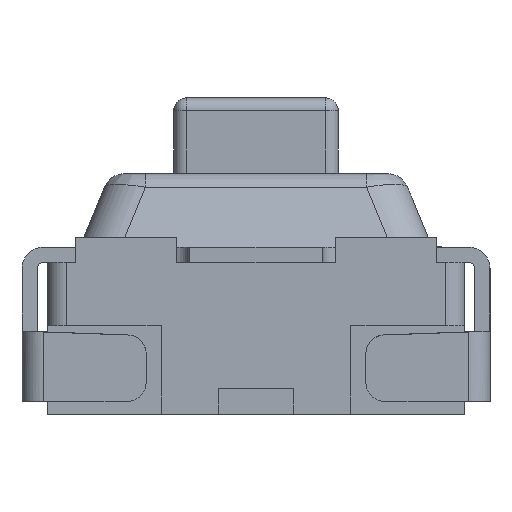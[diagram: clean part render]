
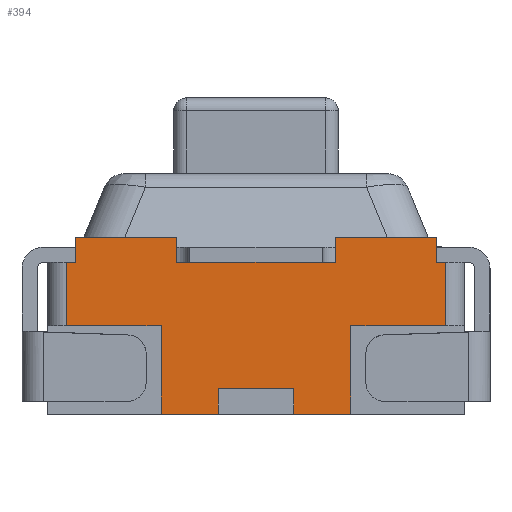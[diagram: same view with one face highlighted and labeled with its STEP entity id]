
A CAD part, left-side view. The second image highlights one B-rep face of the part: STEP entity #394.
In plain terms, the highlighted planar face has unit normal (-1, 0, 0).
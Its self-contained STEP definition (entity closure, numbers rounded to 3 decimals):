
#394 = ADVANCED_FACE( '', ( #1131 ), #1132, .F. );
#1131 = FACE_OUTER_BOUND( '', #2812, .T. );
#1132 = PLANE( '', #2813 );
#2812 = EDGE_LOOP( '', ( #5479, #5480, #5481, #5482, #5483, #5484, #5485, #5486, #5487, #5488, #5489, #5490, #5491, #5492, #5493, #5494, #5495, #5496, #5497, #5498 ) );
#2813 = AXIS2_PLACEMENT_3D( '', #5499, #5500, #5501 );
#5479 = ORIENTED_EDGE( '', *, *, #9440, .F. );
#5480 = ORIENTED_EDGE( '', *, *, #9582, .T. );
#5481 = ORIENTED_EDGE( '', *, *, #9583, .T. );
#5482 = ORIENTED_EDGE( '', *, *, #9579, .T. );
#5483 = ORIENTED_EDGE( '', *, *, #9435, .F. );
#5484 = ORIENTED_EDGE( '', *, *, #9584, .T. );
#5485 = ORIENTED_EDGE( '', *, *, #9585, .T. );
#5486 = ORIENTED_EDGE( '', *, *, #9586, .T. );
#5487 = ORIENTED_EDGE( '', *, *, #9430, .F. );
#5488 = ORIENTED_EDGE( '', *, *, #9337, .F. );
#5489 = ORIENTED_EDGE( '', *, *, #9587, .F. );
#5490 = ORIENTED_EDGE( '', *, *, #9588, .F. );
#5491 = ORIENTED_EDGE( '', *, *, #9589, .F. );
#5492 = ORIENTED_EDGE( '', *, *, #9590, .T. );
#5493 = ORIENTED_EDGE( '', *, *, #9577, .F. );
#5494 = ORIENTED_EDGE( '', *, *, #9507, .F. );
#5495 = ORIENTED_EDGE( '', *, *, #9591, .F. );
#5496 = ORIENTED_EDGE( '', *, *, #9592, .F. );
#5497 = ORIENTED_EDGE( '', *, *, #9593, .T. );
#5498 = ORIENTED_EDGE( '', *, *, #9594, .T. );
#5499 = CARTESIAN_POINT( '', ( 2419.182, 680.016, 0.55 ) );
#5500 = DIRECTION( '', ( 1., 0., 0. ) );
#5501 = DIRECTION( '', ( 0., 1., 0. ) );
#9337 = EDGE_CURVE( '', #11215, #11217, #11218, .T. );
#9430 = EDGE_CURVE( '', #11217, #11391, #11392, .T. );
#9435 = EDGE_CURVE( '', #11399, #11401, #11402, .T. );
#9440 = EDGE_CURVE( '', #11409, #11411, #11412, .T. );
#9507 = EDGE_CURVE( '', #11536, #11531, #11538, .T. );
#9577 = EDGE_CURVE( '', #11531, #11661, #11662, .T. );
#9579 = EDGE_CURVE( '', #11664, #11401, #11665, .T. );
#9582 = EDGE_CURVE( '', #11409, #11669, #11670, .T. );
#9583 = EDGE_CURVE( '', #11669, #11664, #11671, .T. );
#9584 = EDGE_CURVE( '', #11399, #11672, #11673, .T. );
#9585 = EDGE_CURVE( '', #11672, #11674, #11675, .T. );
#9586 = EDGE_CURVE( '', #11674, #11391, #11676, .T. );
#9587 = EDGE_CURVE( '', #11677, #11215, #11678, .T. );
#9588 = EDGE_CURVE( '', #11679, #11677, #11680, .T. );
#9589 = EDGE_CURVE( '', #11681, #11679, #11682, .T. );
#9590 = EDGE_CURVE( '', #11681, #11661, #11683, .T. );
#9591 = EDGE_CURVE( '', #11684, #11536, #11685, .T. );
#9592 = EDGE_CURVE( '', #11686, #11684, #11687, .T. );
#9593 = EDGE_CURVE( '', #11686, #11688, #11689, .T. );
#9594 = EDGE_CURVE( '', #11688, #11411, #11690, .T. );
#11215 = VERTEX_POINT( '', #14567 );
#11217 = VERTEX_POINT( '', #14569 );
#11218 = LINE( '', #14570, #14571 );
#11391 = VERTEX_POINT( '', #14904 );
#11392 = LINE( '', #14905, #14906 );
#11399 = VERTEX_POINT( '', #14915 );
#11401 = VERTEX_POINT( '', #14918 );
#11402 = LINE( '', #14919, #14920 );
#11409 = VERTEX_POINT( '', #14929 );
#11411 = VERTEX_POINT( '', #14932 );
#11412 = LINE( '', #14933, #14934 );
#11531 = VERTEX_POINT( '', #15147 );
#11536 = VERTEX_POINT( '', #15154 );
#11538 = LINE( '', #15157, #15158 );
#11661 = VERTEX_POINT( '', #15395 );
#11662 = LINE( '', #15396, #15397 );
#11664 = VERTEX_POINT( '', #15400 );
#11665 = LINE( '', #15401, #15402 );
#11669 = VERTEX_POINT( '', #15408 );
#11670 = LINE( '', #15409, #15410 );
#11671 = LINE( '', #15411, #15412 );
#11672 = VERTEX_POINT( '', #15413 );
#11673 = LINE( '', #15414, #15415 );
#11674 = VERTEX_POINT( '', #15416 );
#11675 = LINE( '', #15417, #15418 );
#11676 = LINE( '', #15419, #15420 );
#11677 = VERTEX_POINT( '', #15421 );
#11678 = LINE( '', #15422, #15423 );
#11679 = VERTEX_POINT( '', #15424 );
#11680 = LINE( '', #15425, #15426 );
#11681 = VERTEX_POINT( '', #15427 );
#11682 = LINE( '', #15428, #15429 );
#11683 = LINE( '', #15430, #15431 );
#11684 = VERTEX_POINT( '', #15432 );
#11685 = LINE( '', #15433, #15434 );
#11686 = VERTEX_POINT( '', #15435 );
#11687 = LINE( '', #15436, #15437 );
#11688 = VERTEX_POINT( '', #15438 );
#11689 = LINE( '', #15439, #15440 );
#11690 = LINE( '', #15441, #15442 );
#14567 = CARTESIAN_POINT( '', ( 2419.182, 681.516, 0.4 ) );
#14569 = CARTESIAN_POINT( '', ( 2419.182, 681.516, 0.9 ) );
#14570 = CARTESIAN_POINT( '', ( 2419.182, 681.516, 0.4 ) );
#14571 = VECTOR( '', #19071, 1000. );
#14904 = CARTESIAN_POINT( '', ( 2419.182, 681.441, 0.9 ) );
#14905 = CARTESIAN_POINT( '', ( 2419.182, 681.516, 0.9 ) );
#14906 = VECTOR( '', #19172, 1000. );
#14915 = CARTESIAN_POINT( '', ( 2419.182, 680.641, 0.9 ) );
#14918 = CARTESIAN_POINT( '', ( 2419.182, 679.391, 0.9 ) );
#14919 = CARTESIAN_POINT( '', ( 2419.182, 680.641, 0.9 ) );
#14920 = VECTOR( '', #19179, 1000. );
#14929 = CARTESIAN_POINT( '', ( 2419.182, 678.591, 0.9 ) );
#14932 = CARTESIAN_POINT( '', ( 2419.182, 678.516, 0.9 ) );
#14933 = CARTESIAN_POINT( '', ( 2419.182, 678.591, 0.9 ) );
#14934 = VECTOR( '', #19186, 1000. );
#15147 = CARTESIAN_POINT( '', ( 2419.182, 679.716, -0.1 ) );
#15154 = CARTESIAN_POINT( '', ( 2419.182, 679.716, -0.3 ) );
#15157 = CARTESIAN_POINT( '', ( 2419.182, 679.716, -0.3 ) );
#15158 = VECTOR( '', #19273, 1000. );
#15395 = CARTESIAN_POINT( '', ( 2419.182, 680.316, -0.1 ) );
#15396 = CARTESIAN_POINT( '', ( 2419.182, 679.716, -0.1 ) );
#15397 = VECTOR( '', #19343, 1000. );
#15400 = CARTESIAN_POINT( '', ( 2419.182, 679.391, 1.1 ) );
#15401 = CARTESIAN_POINT( '', ( 2419.182, 679.391, 1.1 ) );
#15402 = VECTOR( '', #19345, 1000. );
#15408 = CARTESIAN_POINT( '', ( 2419.182, 678.591, 1.1 ) );
#15409 = CARTESIAN_POINT( '', ( 2419.182, 678.591, 0.9 ) );
#15410 = VECTOR( '', #19348, 1000. );
#15411 = CARTESIAN_POINT( '', ( 2419.182, 678.591, 1.1 ) );
#15412 = VECTOR( '', #19349, 1000. );
#15413 = CARTESIAN_POINT( '', ( 2419.182, 680.641, 1.1 ) );
#15414 = CARTESIAN_POINT( '', ( 2419.182, 680.641, 0.9 ) );
#15415 = VECTOR( '', #19350, 1000. );
#15416 = CARTESIAN_POINT( '', ( 2419.182, 681.441, 1.1 ) );
#15417 = CARTESIAN_POINT( '', ( 2419.182, 680.641, 1.1 ) );
#15418 = VECTOR( '', #19351, 1000. );
#15419 = CARTESIAN_POINT( '', ( 2419.182, 681.441, 1.1 ) );
#15420 = VECTOR( '', #19352, 1000. );
#15421 = CARTESIAN_POINT( '', ( 2419.182, 680.766, 0.4 ) );
#15422 = CARTESIAN_POINT( '', ( 2419.182, 680.766, 0.4 ) );
#15423 = VECTOR( '', #19353, 1000. );
#15424 = CARTESIAN_POINT( '', ( 2419.182, 680.766, -0.3 ) );
#15425 = CARTESIAN_POINT( '', ( 2419.182, 680.766, -0.3 ) );
#15426 = VECTOR( '', #19354, 1000. );
#15427 = CARTESIAN_POINT( '', ( 2419.182, 680.316, -0.3 ) );
#15428 = CARTESIAN_POINT( '', ( 2419.182, 680.316, -0.3 ) );
#15429 = VECTOR( '', #19355, 1000. );
#15430 = CARTESIAN_POINT( '', ( 2419.182, 680.316, -0.3 ) );
#15431 = VECTOR( '', #19356, 1000. );
#15432 = CARTESIAN_POINT( '', ( 2419.182, 679.266, -0.3 ) );
#15433 = CARTESIAN_POINT( '', ( 2419.182, 679.266, -0.3 ) );
#15434 = VECTOR( '', #19357, 1000. );
#15435 = CARTESIAN_POINT( '', ( 2419.182, 679.266, 0.4 ) );
#15436 = CARTESIAN_POINT( '', ( 2419.182, 679.266, 0.4 ) );
#15437 = VECTOR( '', #19358, 1000. );
#15438 = CARTESIAN_POINT( '', ( 2419.182, 678.516, 0.4 ) );
#15439 = CARTESIAN_POINT( '', ( 2419.182, 679.266, 0.4 ) );
#15440 = VECTOR( '', #19359, 1000. );
#15441 = CARTESIAN_POINT( '', ( 2419.182, 678.516, 0.4 ) );
#15442 = VECTOR( '', #19360, 1000. );
#19071 = DIRECTION( '', ( 0., 0., 1. ) );
#19172 = DIRECTION( '', ( 0., -1., 0. ) );
#19179 = DIRECTION( '', ( 0., -1., 0. ) );
#19186 = DIRECTION( '', ( 0., -1., 0. ) );
#19273 = DIRECTION( '', ( 0., 0., 1. ) );
#19343 = DIRECTION( '', ( 0., 1., 0. ) );
#19345 = DIRECTION( '', ( 0., 0., -1. ) );
#19348 = DIRECTION( '', ( 0., 0., 1. ) );
#19349 = DIRECTION( '', ( 0., 1., 0. ) );
#19350 = DIRECTION( '', ( 0., 0., 1. ) );
#19351 = DIRECTION( '', ( 0., 1., 0. ) );
#19352 = DIRECTION( '', ( 0., 0., -1. ) );
#19353 = DIRECTION( '', ( 0., 1., 0. ) );
#19354 = DIRECTION( '', ( 0., 0., 1. ) );
#19355 = DIRECTION( '', ( 0., 1., 0. ) );
#19356 = DIRECTION( '', ( 0., 0., 1. ) );
#19357 = DIRECTION( '', ( 0., 1., 0. ) );
#19358 = DIRECTION( '', ( 0., 0., -1. ) );
#19359 = DIRECTION( '', ( 0., -1., 0. ) );
#19360 = DIRECTION( '', ( 0., 0., 1. ) );
